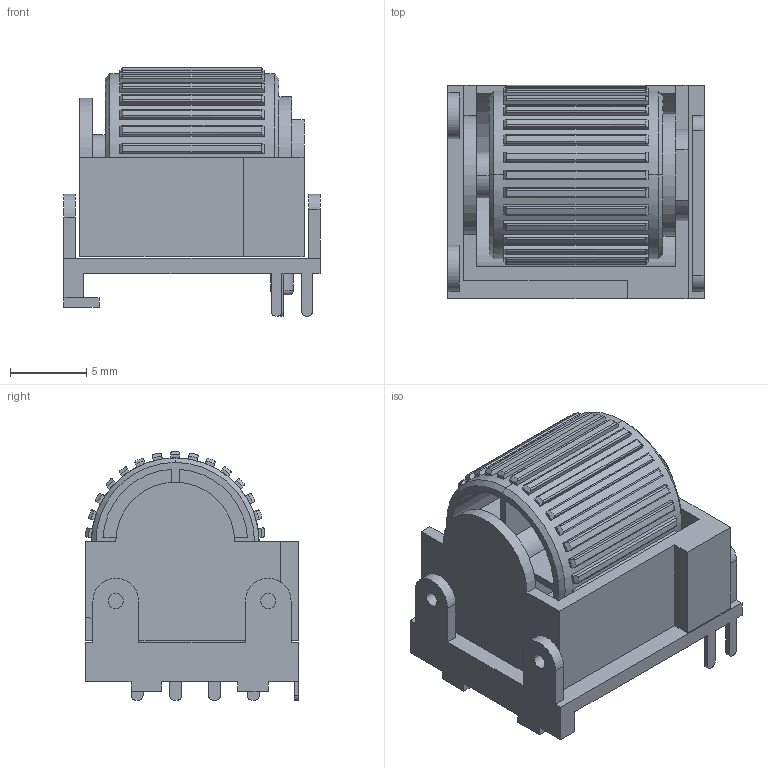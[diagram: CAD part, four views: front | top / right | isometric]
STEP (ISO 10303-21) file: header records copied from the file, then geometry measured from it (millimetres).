
FILE_DESCRIPTION (( 'STEP AP214' ), '1' );
FILE_NAME ('EVQWGD001.STEP', '2024-02-24T21:01:41', ( '' ), ( '' ), 'SwSTEP 2.0', 'SolidWorks 2022', '' );
FILE_SCHEMA (( 'AUTOMOTIVE_DESIGN' ));
Length unit declared in the file: millimetre
Products named in the file (1): EVQWGD001
Bounding box: 16.8 x 14 x 16.3 mm (x, y, z)
Volume: 1502.8 mm3; surface area: 3159.9 mm2
Topology: 3 solids, 3 shells, 416 faces, 1115 edges, 740 vertices
Faces by surface type: plane 212, cylinder 138, cone 64, torus 2
Entity records: 15111 total; most frequent: CARTESIAN_POINT 3852, ORIENTED_EDGE 2230, DIRECTION 1977, EDGE_CURVE 1115, VERTEX_POINT 740, AXIS2_PLACEMENT_3D 699, LINE 579, VECTOR 579
